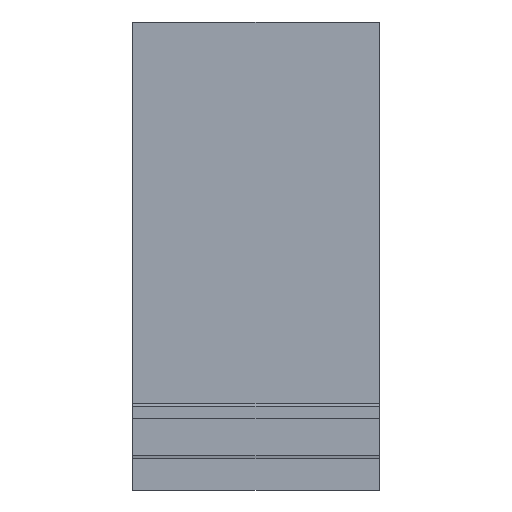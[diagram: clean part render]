
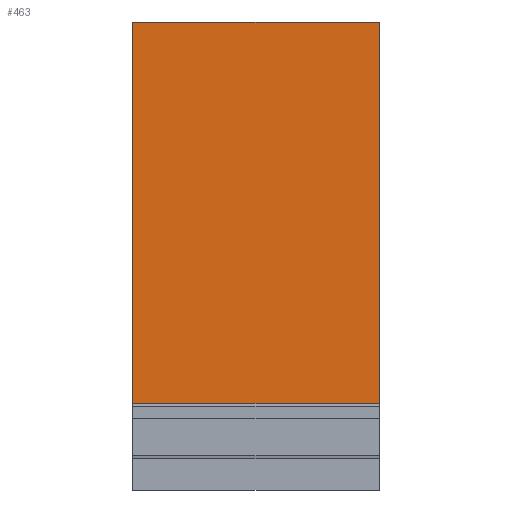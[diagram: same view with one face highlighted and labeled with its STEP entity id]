
A CAD part, left-side view. The second image highlights one B-rep face of the part: STEP entity #463.
In plain terms, the highlighted planar face has unit normal (-1, 0, 0).
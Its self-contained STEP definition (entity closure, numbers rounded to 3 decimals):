
#13=DIRECTION('',(0.,0.,1.));
#27=DIRECTION('',(0.,0.,-1.));
#120=VERTEX_POINT('',#121);
#121=CARTESIAN_POINT('',(-21.245,-5.,-1.6));
#126=EDGE_CURVE('',#120,#127,#129,.T.);
#127=VERTEX_POINT('',#128);
#128=CARTESIAN_POINT('',(-21.245,-5.,-17.101));
#129=LINE('',#121,#130);
#130=VECTOR('',#27,1.);
#150=VECTOR('',#13,1.);
#265=DIRECTION('',(0.,-1.,0.));
#411=DIRECTION('',(-1.,0.,0.));
#463=ADVANCED_FACE('',(#464),#483,.T.);
#464=FACE_BOUND('',#465,.T.);
#465=EDGE_LOOP('',(#466,#473,#478,#482));
#466=ORIENTED_EDGE('',*,*,#467,.F.);
#467=EDGE_CURVE('',#468,#120,#470,.T.);
#468=VERTEX_POINT('',#469);
#469=CARTESIAN_POINT('',(-21.245,5.,-1.6));
#470=LINE('',#471,#472);
#471=CARTESIAN_POINT('',(-21.245,0.,-1.6));
#472=VECTOR('',#265,1.);
#473=ORIENTED_EDGE('',*,*,#474,.F.);
#474=EDGE_CURVE('',#475,#468,#477,.T.);
#475=VERTEX_POINT('',#476);
#476=CARTESIAN_POINT('',(-21.245,5.,-17.101));
#477=LINE('',#469,#150);
#478=ORIENTED_EDGE('',*,*,#479,.T.);
#479=EDGE_CURVE('',#475,#127,#480,.T.);
#480=LINE('',#481,#472);
#481=CARTESIAN_POINT('',(-21.245,0.,-17.101));
#482=ORIENTED_EDGE('',*,*,#126,.F.);
#483=PLANE('',#484);
#484=AXIS2_PLACEMENT_3D('',#481,#411,#265);
